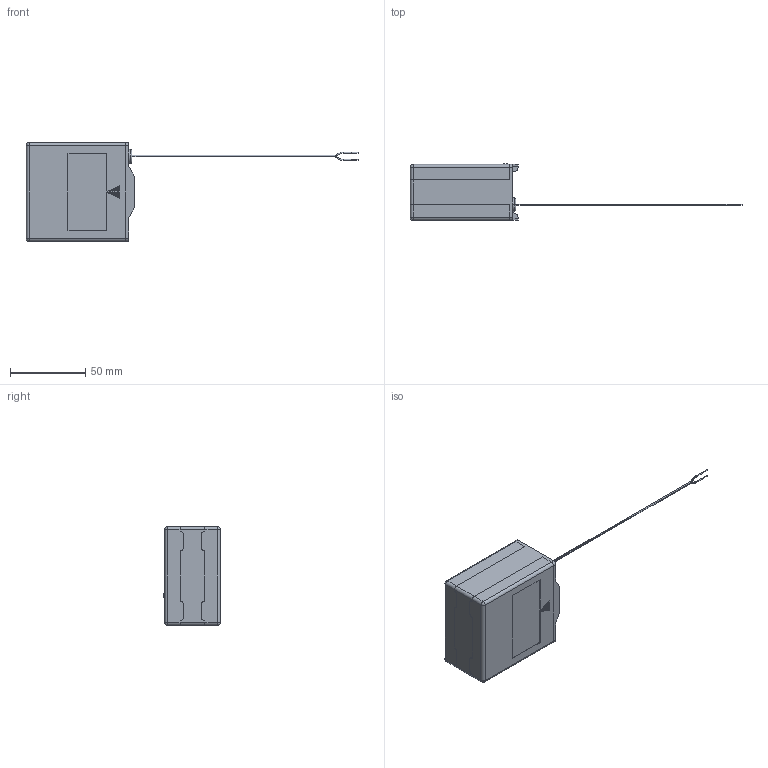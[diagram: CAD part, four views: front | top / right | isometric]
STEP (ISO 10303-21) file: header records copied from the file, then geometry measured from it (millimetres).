
FILE_DESCRIPTION (( 'STEP AP214' ), '1' );
FILE_NAME ('BK-6049.STEP', '2020-02-03T17:49:03', ( '' ), ( '' ), 'SwSTEP 2.0', 'SolidWorks 2017', '' );
FILE_SCHEMA (( 'AUTOMOTIVE_DESIGN' ));
Length unit declared in the file: millimetre
Products named in the file (1): BK-6049
Bounding box: 220.2 x 37.69 x 65.28 mm (x, y, z)
Volume: 43827 mm3; surface area: 64368.9 mm2
Topology: 21 solids, 21 shells, 1247 faces, 3101 edges, 2006 vertices
Faces by surface type: plane 871, cylinder 208, bspline 134, cone 34
Entity records: 53726 total; most frequent: CARTESIAN_POINT 24181, ORIENTED_EDGE 6186, DIRECTION 5786, EDGE_CURVE 3093, LINE 2340, VECTOR 2340, VERTEX_POINT 2006, AXIS2_PLACEMENT_3D 1723
